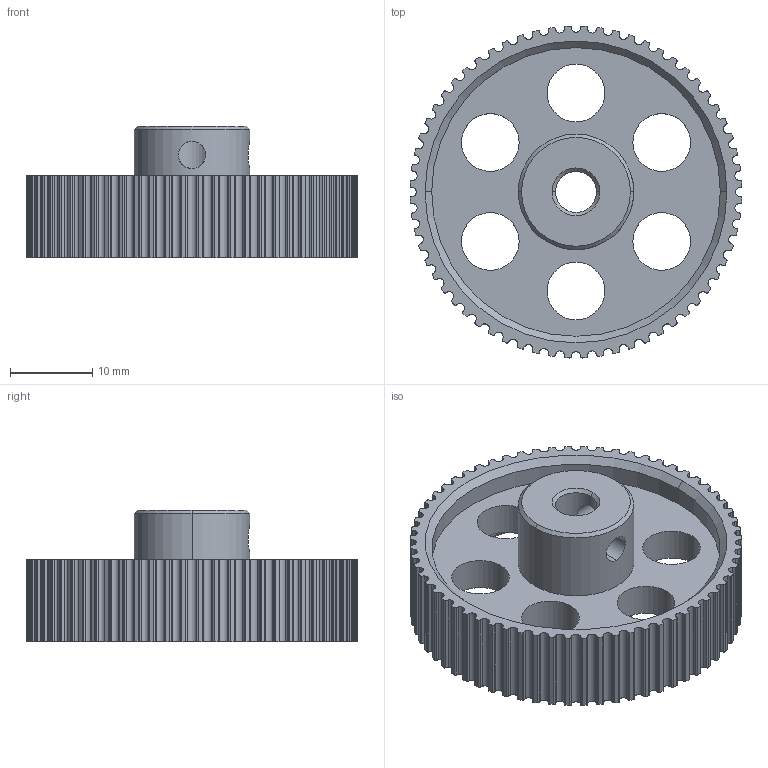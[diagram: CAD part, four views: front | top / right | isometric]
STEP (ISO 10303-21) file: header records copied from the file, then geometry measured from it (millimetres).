
FILE_DESCRIPTION (( 'STEP AP214' ), '1' );
FILE_NAME ('Metal_64t_Rev2.STEP', '2019-10-17T12:16:50', ( '' ), ( '' ), 'SwSTEP 2.0', 'SolidWorks 2018', '' );
FILE_SCHEMA (( 'AUTOMOTIVE_DESIGN' ));
Length unit declared in the file: millimetre
Products named in the file (1): Metal_64t_Rev2
Bounding box: 40.24 x 40.24 x 16 mm (x, y, z)
Volume: 6932.1 mm3; surface area: 5673 mm2
Topology: 1 solids, 1 shells, 487 faces, 1433 edges, 950 vertices
Faces by surface type: cylinder 469, cone 12, plane 6
Entity records: 17079 total; most frequent: DIRECTION 3343, CARTESIAN_POINT 3071, ORIENTED_EDGE 2866, EDGE_CURVE 1433, AXIS2_PLACEMENT_3D 1430, VERTEX_POINT 950, CIRCLE 942, EDGE_LOOP 507
